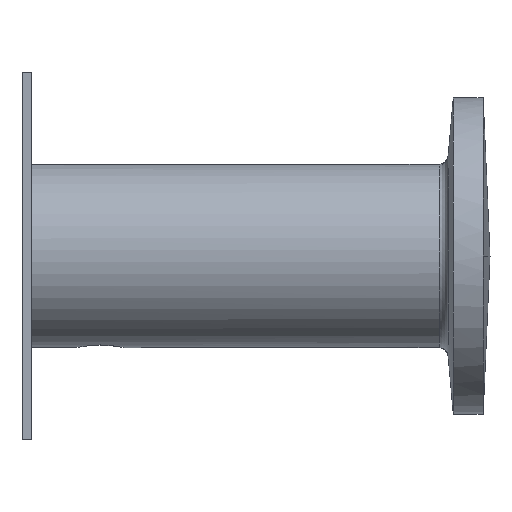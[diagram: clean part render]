
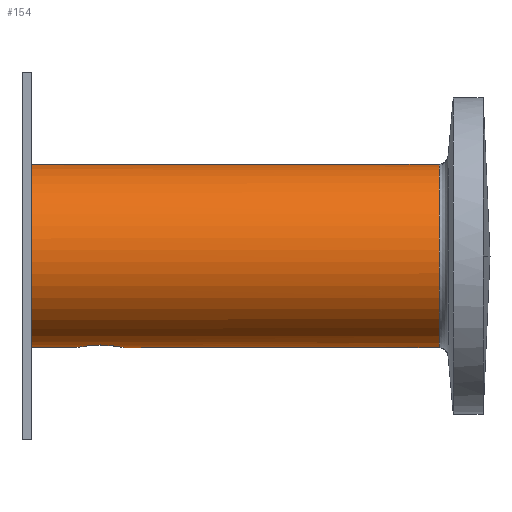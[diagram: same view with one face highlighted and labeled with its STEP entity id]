
A CAD part, left-side view. The second image highlights one B-rep face of the part: STEP entity #154.
In plain terms, the highlighted cylindrical face has radius 10 mm (diameter 20 mm), a partial arc.
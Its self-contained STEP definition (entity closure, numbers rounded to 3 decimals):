
#154=ADVANCED_FACE('',(#268),#2166,.T.);
#268=FACE_OUTER_BOUND('',#395,.T.);
#395=EDGE_LOOP('',(#887,#888,#889,#890,#891,#892,#893));
#887=ORIENTED_EDGE('',*,*,#1319,.T.);
#888=ORIENTED_EDGE('',*,*,#1320,.T.);
#889=ORIENTED_EDGE('',*,*,#1321,.T.);
#890=ORIENTED_EDGE('',*,*,#1322,.T.);
#891=ORIENTED_EDGE('',*,*,#1323,.T.);
#892=ORIENTED_EDGE('',*,*,#1324,.T.);
#893=ORIENTED_EDGE('',*,*,#1325,.T.);
#1319=EDGE_CURVE('',#2020,#2021,#1763,.T.);
#1320=EDGE_CURVE('',#2021,#2018,#1608,.T.);
#1321=EDGE_CURVE('',#2018,#2017,#1609,.T.);
#1322=EDGE_CURVE('',#2017,#2022,#1610,.T.);
#1323=EDGE_CURVE('',#2022,#2023,#1611,.T.);
#1324=EDGE_CURVE('',#2023,#2024,#1764,.T.);
#1325=EDGE_CURVE('',#2024,#2020,#1612,.T.);
#1608=B_SPLINE_CURVE_WITH_KNOTS('',1,(#4731,#4732),.UNSPECIFIED.,.F.,.F.,
(2,2),(0.,4.875),.UNSPECIFIED.);
#1609=B_SPLINE_CURVE_WITH_KNOTS('',3,(#4733,#4734,#4735,#4736,#4737,#4738,
#4739,#4740,#4741,#4742,#4743,#4744),.UNSPECIFIED.,.F.,.F.,(4,2,2,2,2,4),
(0.,0.492,0.984,1.968,2.952,
3.937),.UNSPECIFIED.);
#1610=B_SPLINE_CURVE_WITH_KNOTS('',3,(#4745,#4746,#4747,#4748,#4749,#4750,
#4751,#4752,#4753,#4754,#4755,#4756,#4757,#4758),.UNSPECIFIED.,.F.,.F.,
(4,2,2,2,2,2,4),(0.,0.983,1.475,1.966,
2.95,3.441,3.933),.UNSPECIFIED.);
#1611=B_SPLINE_CURVE_WITH_KNOTS('',1,(#4759,#4760),.UNSPECIFIED.,.F.,.F.,
(2,2),(0.,34.324),.UNSPECIFIED.);
#1612=B_SPLINE_CURVE_WITH_KNOTS('',1,(#4766,#4767),.UNSPECIFIED.,.F.,.F.,
(2,2),(0.,44.449),.UNSPECIFIED.);
#1763=(
BOUNDED_CURVE()
B_SPLINE_CURVE(2,(#4726,#4727,#4728,#4729,#4730),.UNSPECIFIED.,.F.,.F.)
B_SPLINE_CURVE_WITH_KNOTS((3,2,3),(0.,15.708,31.416),
 .UNSPECIFIED.)
CURVE()
GEOMETRIC_REPRESENTATION_ITEM()
RATIONAL_B_SPLINE_CURVE((1.,0.707,1.,0.707,1.))
REPRESENTATION_ITEM('')
);
#1764=(
BOUNDED_CURVE()
B_SPLINE_CURVE(2,(#4761,#4762,#4763,#4764,#4765),.UNSPECIFIED.,.F.,.F.)
B_SPLINE_CURVE_WITH_KNOTS((3,2,3),(0.,15.708,31.416),
 .UNSPECIFIED.)
CURVE()
GEOMETRIC_REPRESENTATION_ITEM()
RATIONAL_B_SPLINE_CURVE((1.,0.707,1.,0.707,1.))
REPRESENTATION_ITEM('')
);
#2017=VERTEX_POINT('',#4640);
#2018=VERTEX_POINT('',#4641);
#2020=VERTEX_POINT('',#4643);
#2021=VERTEX_POINT('',#4644);
#2022=VERTEX_POINT('',#4645);
#2023=VERTEX_POINT('',#4646);
#2024=VERTEX_POINT('',#4647);
#2166=CYLINDRICAL_SURFACE('',#2339,10.);
#2339=AXIS2_PLACEMENT_3D('',#4316,#2429,$);
#2429=DIRECTION('',(0.,-1.,0.));
#4316=CARTESIAN_POINT('',(-46.5,-22.225,0.));
#4640=CARTESIAN_POINT('',(-48.846,-7.5,-9.721));
#4641=CARTESIAN_POINT('',(-46.5,-4.875,-10.));
#4643=CARTESIAN_POINT('',(-46.5,0.,10.));
#4644=CARTESIAN_POINT('',(-46.5,0.,-10.));
#4645=CARTESIAN_POINT('',(-46.5,-10.125,-10.));
#4646=CARTESIAN_POINT('',(-46.5,-44.449,-10.));
#4647=CARTESIAN_POINT('',(-46.5,-44.449,10.));
#4726=CARTESIAN_POINT('',(-46.5,0.,10.));
#4727=CARTESIAN_POINT('',(-56.5,0.,10.));
#4728=CARTESIAN_POINT('',(-56.5,0.,0.));
#4729=CARTESIAN_POINT('',(-56.5,0.,-10.));
#4730=CARTESIAN_POINT('',(-46.5,0.,-10.));
#4731=CARTESIAN_POINT('',(-46.5,0.,-10.));
#4732=CARTESIAN_POINT('',(-46.5,-4.875,-10.));
#4733=CARTESIAN_POINT('',(-46.5,-4.875,-10.));
#4734=CARTESIAN_POINT('',(-46.664,-4.875,-10.));
#4735=CARTESIAN_POINT('',(-46.825,-4.894,-9.996));
#4736=CARTESIAN_POINT('',(-47.143,-4.97,-9.981));
#4737=CARTESIAN_POINT('',(-47.299,-5.027,-9.969));
#4738=CARTESIAN_POINT('',(-47.734,-5.242,-9.928));
#4739=CARTESIAN_POINT('',(-47.994,-5.452,-9.89));
#4740=CARTESIAN_POINT('',(-48.411,-5.944,-9.818));
#4741=CARTESIAN_POINT('',(-48.574,-6.235,-9.783));
#4742=CARTESIAN_POINT('',(-48.79,-6.845,-9.735));
#4743=CARTESIAN_POINT('',(-48.846,-7.175,-9.721));
#4744=CARTESIAN_POINT('',(-48.846,-7.5,-9.721));
#4745=CARTESIAN_POINT('',(-48.846,-7.5,-9.721));
#4746=CARTESIAN_POINT('',(-48.846,-7.824,-9.721));
#4747=CARTESIAN_POINT('',(-48.791,-8.153,-9.735));
#4748=CARTESIAN_POINT('',(-48.629,-8.611,-9.771));
#4749=CARTESIAN_POINT('',(-48.561,-8.761,-9.786));
#4750=CARTESIAN_POINT('',(-48.4,-9.044,-9.818));
#4751=CARTESIAN_POINT('',(-48.308,-9.177,-9.836));
#4752=CARTESIAN_POINT('',(-47.994,-9.549,-9.89));
#4753=CARTESIAN_POINT('',(-47.736,-9.757,-9.928));
#4754=CARTESIAN_POINT('',(-47.297,-9.974,-9.969));
#4755=CARTESIAN_POINT('',(-47.144,-10.03,-9.98));
#4756=CARTESIAN_POINT('',(-46.826,-10.106,-9.996));
#4757=CARTESIAN_POINT('',(-46.662,-10.125,-10.));
#4758=CARTESIAN_POINT('',(-46.5,-10.125,-10.));
#4759=CARTESIAN_POINT('',(-46.5,-10.125,-10.));
#4760=CARTESIAN_POINT('',(-46.5,-44.449,-10.));
#4761=CARTESIAN_POINT('',(-46.5,-44.449,-10.));
#4762=CARTESIAN_POINT('',(-56.5,-44.449,-10.));
#4763=CARTESIAN_POINT('',(-56.5,-44.449,0.));
#4764=CARTESIAN_POINT('',(-56.5,-44.449,10.));
#4765=CARTESIAN_POINT('',(-46.5,-44.449,10.));
#4766=CARTESIAN_POINT('',(-46.5,-44.449,10.));
#4767=CARTESIAN_POINT('',(-46.5,0.,10.));
